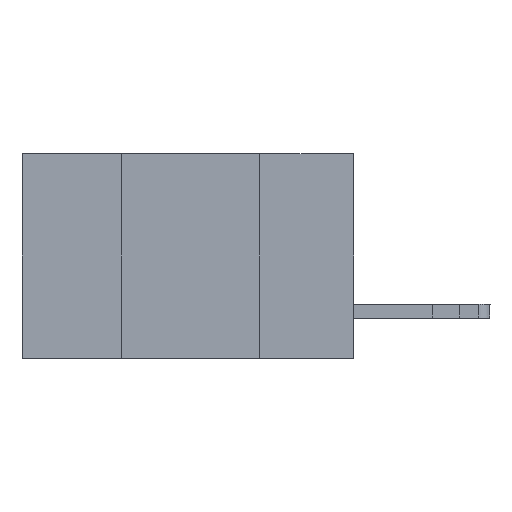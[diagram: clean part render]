
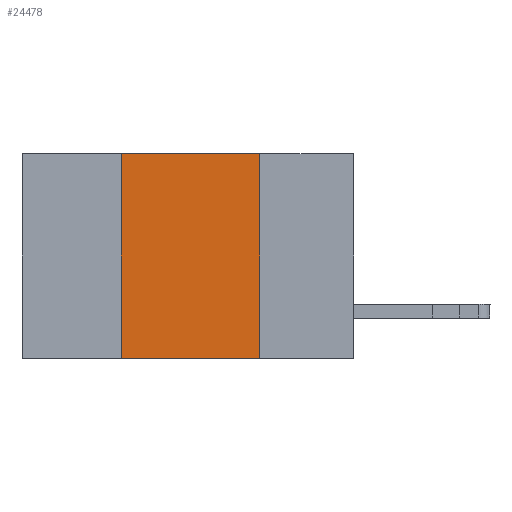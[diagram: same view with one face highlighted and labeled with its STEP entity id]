
A CAD part, left-side view. The second image highlights one B-rep face of the part: STEP entity #24478.
In plain terms, the highlighted planar face has unit normal (-1, 0, 0).
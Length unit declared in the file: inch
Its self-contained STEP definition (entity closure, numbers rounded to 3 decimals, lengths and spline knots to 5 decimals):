
#658 = LINE ( 'NONE', #17439, #26947 ) ;
#1723 = CARTESIAN_POINT ( 'NONE',  ( 0., 0.17, 0. ) ) ;
#1868 = LINE ( 'NONE', #1723, #5027 ) ;
#4079 = LINE ( 'NONE', #14109, #19248 ) ;
#4178 = EDGE_CURVE ( 'NONE', #20421, #21507, #658, .T. ) ;
#5027 = VECTOR ( 'NONE', #20757, 39.37008 ) ;
#5552 = VECTOR ( 'NONE', #18929, 39.37008 ) ;
#7479 = EDGE_LOOP ( 'NONE', ( #16775, #28726, #10989, #30800 ) ) ;
#7565 = DIRECTION ( 'NONE',  ( 0., -1., 0. ) ) ;
#10989 = ORIENTED_EDGE ( 'NONE', *, *, #13983, .F. ) ;
#12035 = EDGE_CURVE ( 'NONE', #21507, #17170, #1868, .T. ) ;
#13174 = FACE_OUTER_BOUND ( 'NONE', #7479, .T. ) ;
#13331 = CARTESIAN_POINT ( 'NONE',  ( 0., 0.17, 0. ) ) ;
#13619 = LINE ( 'NONE', #30439, #5552 ) ;
#13983 = EDGE_CURVE ( 'NONE', #22278, #20421, #13619, .T. ) ;
#14109 = CARTESIAN_POINT ( 'NONE',  ( 0., 0.6, -0.37 ) ) ;
#14279 = CARTESIAN_POINT ( 'NONE',  ( 0., 0.17, -0.37 ) ) ;
#16338 = DIRECTION ( 'NONE',  ( 0., -1., 0. ) ) ;
#16775 = ORIENTED_EDGE ( 'NONE', *, *, #12035, .F. ) ;
#17170 = VERTEX_POINT ( 'NONE', #14279 ) ;
#17439 = CARTESIAN_POINT ( 'NONE',  ( 0., 0.6, 0. ) ) ;
#18235 = CARTESIAN_POINT ( 'NONE',  ( 0., 0.42, 0. ) ) ;
#18929 = DIRECTION ( 'NONE',  ( 0., 0., 1. ) ) ;
#19248 = VECTOR ( 'NONE', #16338, 39.37008 ) ;
#19621 = AXIS2_PLACEMENT_3D ( 'NONE', #26015, #28512, #26485 ) ;
#20421 = VERTEX_POINT ( 'NONE', #18235 ) ;
#20757 = DIRECTION ( 'NONE',  ( 0., 0., -1. ) ) ;
#21507 = VERTEX_POINT ( 'NONE', #13331 ) ;
#22278 = VERTEX_POINT ( 'NONE', #24127 ) ;
#24127 = CARTESIAN_POINT ( 'NONE',  ( 0., 0.42, -0.37 ) ) ;
#24478 = ADVANCED_FACE ( 'NONE', ( #13174 ), #27778, .F. ) ;
#26015 = CARTESIAN_POINT ( 'NONE',  ( 0., 0.6, 0. ) ) ;
#26485 = DIRECTION ( 'NONE',  ( 0., 0., -1. ) ) ;
#26947 = VECTOR ( 'NONE', #7565, 39.37008 ) ;
#27778 = PLANE ( 'NONE',  #19621 ) ;
#28512 = DIRECTION ( 'NONE',  ( 1., 0., 0. ) ) ;
#28726 = ORIENTED_EDGE ( 'NONE', *, *, #4178, .F. ) ;
#29307 = EDGE_CURVE ( 'NONE', #22278, #17170, #4079, .T. ) ;
#30439 = CARTESIAN_POINT ( 'NONE',  ( 0., 0.42, 0. ) ) ;
#30800 = ORIENTED_EDGE ( 'NONE', *, *, #29307, .T. ) ;
